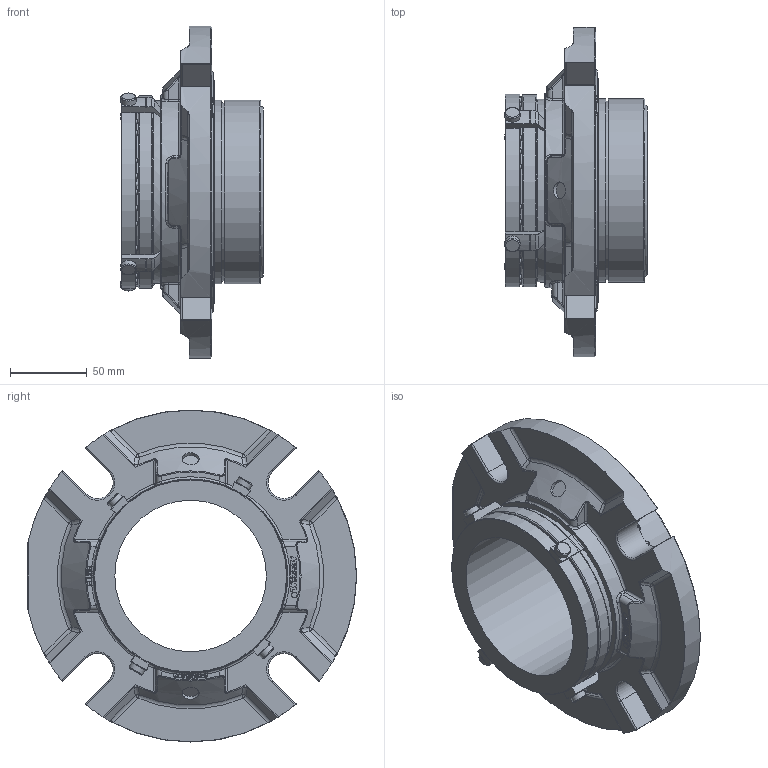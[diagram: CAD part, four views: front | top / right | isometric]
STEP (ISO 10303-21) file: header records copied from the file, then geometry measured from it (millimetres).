
FILE_DESCRIPTION(/* description */ ('Unknown'),/* implementation_level */ '2;1');
FILE_NAME(/* name */ '3.875 CDP SEAL ARRANGEMENT',/* time_stamp */ '2023-05-03T11:52:02-04:00',/* author */ ('Unknown'),/* organization */ ('Unknown'),/* preprocessor_version */ 'ST-DEVELOPER v18.102',/* originating_system */ 'Solid Edge',/* authorisation */ 'Unknown');
FILE_SCHEMA (('CONFIG_CONTROL_DESIGN','TECHNICAL_DATA_PACKAGING','AUTOMOTIVE_DESIGN {1 0 10303 214 3 1 1}'));
Length unit declared in the file: millimetre
Products named in the file (1): 3213920-3.875 CDP SEAL ARRANGEMENT
Bounding box: 92.63 x 213.82 x 215.65 mm (x, y, z)
Volume: 809229.2 mm3; surface area: 136160.2 mm2
Topology: 1 solids, 1 shells, 749 faces, 1966 edges, 1219 vertices
Faces by surface type: cylinder 209, plane 208, torus 136, bspline 121, sphere 40, cone 35
Full cylindrical faces by diameter (mm): 2.87 x26, 3.175 x2, 3.761 x1, 10 x4, 10.998 x2, 98.425 x1, 111.1 x1, 113.106 x1, 116.053 x1, 118.948 x1, 119.05 x1, 119.38 x1, 125.247 x1, 145.466 x1
Entity records: 26114 total; most frequent: CARTESIAN_POINT 9430, ORIENTED_EDGE 3626, DIRECTION 3155, EDGE_CURVE 1813, AXIS2_PLACEMENT_3D 1338, VERTEX_POINT 1170, EDGE_LOOP 919, FACE_BOUND 919
